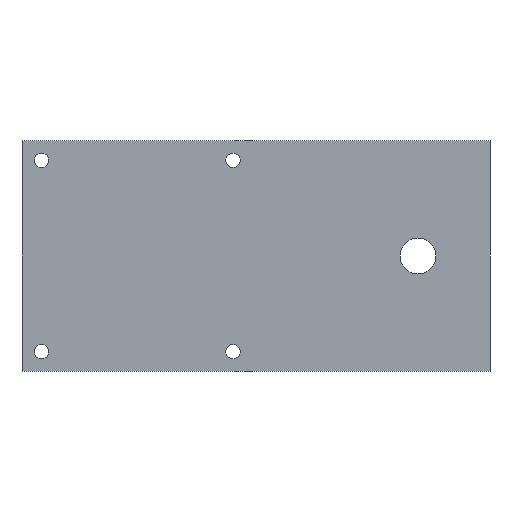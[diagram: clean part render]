
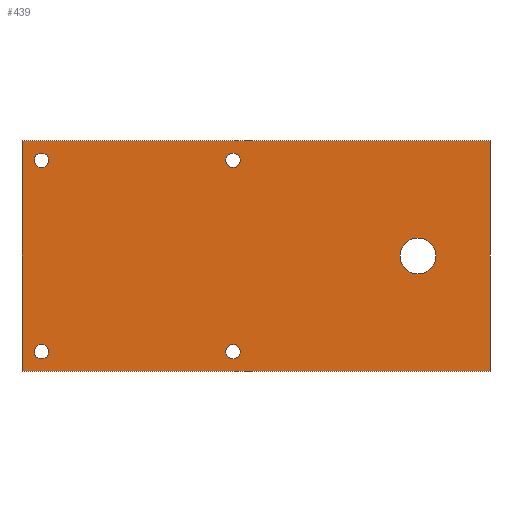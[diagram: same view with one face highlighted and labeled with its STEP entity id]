
A CAD part, front view. The second image highlights one B-rep face of the part: STEP entity #439.
In plain terms, the highlighted planar face has unit normal (0, -1, 0).
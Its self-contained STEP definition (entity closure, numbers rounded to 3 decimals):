
#10 = DIRECTION ( 'NONE',  ( 0., 0., 1. ) ) ;
#12 = CARTESIAN_POINT ( 'NONE',  ( -7.064, 0., 132.936 ) ) ;
#15 = CARTESIAN_POINT ( 'NONE',  ( -7.064, 0., 142.936 ) ) ;
#24 = CARTESIAN_POINT ( 'NONE',  ( -7.064, 0., 132.936 ) ) ;
#33 = EDGE_LOOP ( 'NONE', ( #266, #354 ) ) ;
#35 = CARTESIAN_POINT ( 'NONE',  ( -7.064, 0., -132.936 ) ) ;
#44 = CIRCLE ( 'NONE', #134, 25. ) ;
#47 = EDGE_CURVE ( 'NONE', #340, #475, #433, .T. ) ;
#52 = VECTOR ( 'NONE', #570, 1000. ) ;
#56 = EDGE_CURVE ( 'NONE', #444, #204, #356, .T. ) ;
#57 = CARTESIAN_POINT ( 'NONE',  ( -272.936, 0., 132.936 ) ) ;
#62 = CIRCLE ( 'NONE', #150, 10. ) ;
#64 = DIRECTION ( 'NONE',  ( 0., 0., 1. ) ) ;
#66 = DIRECTION ( 'NONE',  ( 0., 1., 0. ) ) ;
#67 = ORIENTED_EDGE ( 'NONE', *, *, #456, .T. ) ;
#69 = ORIENTED_EDGE ( 'NONE', *, *, #587, .T. ) ;
#71 = DIRECTION ( 'NONE',  ( 0., 1., 0. ) ) ;
#72 = VECTOR ( 'NONE', #206, 1000. ) ;
#74 = VERTEX_POINT ( 'NONE', #122 ) ;
#80 = VERTEX_POINT ( 'NONE', #531 ) ;
#83 = AXIS2_PLACEMENT_3D ( 'NONE', #267, #403, #442 ) ;
#84 = EDGE_CURVE ( 'NONE', #553, #524, #502, .T. ) ;
#85 = EDGE_LOOP ( 'NONE', ( #389, #394 ) ) ;
#88 = EDGE_CURVE ( 'NONE', #102, #444, #351, .T. ) ;
#90 = DIRECTION ( 'NONE',  ( 0., 0., 1. ) ) ;
#92 = DIRECTION ( 'NONE',  ( 0., 0., 1. ) ) ;
#93 = CIRCLE ( 'NONE', #141, 10. ) ;
#102 = VERTEX_POINT ( 'NONE', #328 ) ;
#109 = EDGE_LOOP ( 'NONE', ( #174, #112, #404, #495 ) ) ;
#111 = FACE_BOUND ( 'NONE', #431, .T. ) ;
#112 = ORIENTED_EDGE ( 'NONE', *, *, #88, .F. ) ;
#120 = CIRCLE ( 'NONE', #512, 10. ) ;
#121 = VERTEX_POINT ( 'NONE', #331 ) ;
#122 = CARTESIAN_POINT ( 'NONE',  ( -300., 0., -160. ) ) ;
#134 = AXIS2_PLACEMENT_3D ( 'NONE', #487, #71, #64 ) ;
#141 = AXIS2_PLACEMENT_3D ( 'NONE', #57, #388, #10 ) ;
#150 = AXIS2_PLACEMENT_3D ( 'NONE', #35, #173, #90 ) ;
#151 = CIRCLE ( 'NONE', #187, 10. ) ;
#152 = ORIENTED_EDGE ( 'NONE', *, *, #184, .T. ) ;
#159 = CIRCLE ( 'NONE', #83, 10. ) ;
#162 = ORIENTED_EDGE ( 'NONE', *, *, #480, .T. ) ;
#163 = DIRECTION ( 'NONE',  ( 0., 0., 1. ) ) ;
#167 = EDGE_CURVE ( 'NONE', #80, #606, #186, .T. ) ;
#168 = ORIENTED_EDGE ( 'NONE', *, *, #47, .T. ) ;
#173 = DIRECTION ( 'NONE',  ( 0., 1., 0. ) ) ;
#174 = ORIENTED_EDGE ( 'NONE', *, *, #56, .F. ) ;
#176 = CARTESIAN_POINT ( 'NONE',  ( 250., 0., 0. ) ) ;
#184 = EDGE_CURVE ( 'NONE', #475, #340, #62, .T. ) ;
#186 = CIRCLE ( 'NONE', #286, 25. ) ;
#187 = AXIS2_PLACEMENT_3D ( 'NONE', #12, #576, #202 ) ;
#190 = FACE_BOUND ( 'NONE', #33, .T. ) ;
#196 = CARTESIAN_POINT ( 'NONE',  ( -272.936, 0., -122.936 ) ) ;
#202 = DIRECTION ( 'NONE',  ( 0., 0., 1. ) ) ;
#204 = VERTEX_POINT ( 'NONE', #270 ) ;
#206 = DIRECTION ( 'NONE',  ( 1., 0., 0. ) ) ;
#213 = CARTESIAN_POINT ( 'NONE',  ( -7.064, 0., -142.936 ) ) ;
#215 = DIRECTION ( 'NONE',  ( 0., 1., 0. ) ) ;
#232 = EDGE_LOOP ( 'NONE', ( #591, #67 ) ) ;
#238 = CARTESIAN_POINT ( 'NONE',  ( 250., 0., 25. ) ) ;
#256 = CARTESIAN_POINT ( 'NONE',  ( 0., 0., 0. ) ) ;
#257 = EDGE_CURVE ( 'NONE', #204, #74, #276, .T. ) ;
#259 = EDGE_CURVE ( 'NONE', #539, #121, #93, .T. ) ;
#265 = FACE_BOUND ( 'NONE', #85, .T. ) ;
#266 = ORIENTED_EDGE ( 'NONE', *, *, #167, .T. ) ;
#267 = CARTESIAN_POINT ( 'NONE',  ( -272.936, 0., 132.936 ) ) ;
#270 = CARTESIAN_POINT ( 'NONE',  ( 350., 0., -160. ) ) ;
#273 = VECTOR ( 'NONE', #438, 1000. ) ;
#276 = LINE ( 'NONE', #455, #52 ) ;
#286 = AXIS2_PLACEMENT_3D ( 'NONE', #176, #555, #92 ) ;
#304 = CARTESIAN_POINT ( 'NONE',  ( -7.064, 0., 122.936 ) ) ;
#305 = CARTESIAN_POINT ( 'NONE',  ( -300., 0., 160. ) ) ;
#309 = DIRECTION ( 'NONE',  ( 0., -1., 0. ) ) ;
#328 = CARTESIAN_POINT ( 'NONE',  ( -300., 0., 160. ) ) ;
#329 = EDGE_CURVE ( 'NONE', #74, #102, #572, .T. ) ;
#331 = CARTESIAN_POINT ( 'NONE',  ( -272.936, 0., 122.936 ) ) ;
#332 = AXIS2_PLACEMENT_3D ( 'NONE', #493, #440, #578 ) ;
#337 = VERTEX_POINT ( 'NONE', #196 ) ;
#340 = VERTEX_POINT ( 'NONE', #517 ) ;
#346 = CARTESIAN_POINT ( 'NONE',  ( 350., 0., 160. ) ) ;
#348 = CARTESIAN_POINT ( 'NONE',  ( -272.936, 0., -132.936 ) ) ;
#351 = LINE ( 'NONE', #305, #72 ) ;
#352 = DIRECTION ( 'NONE',  ( 0., 0., 1. ) ) ;
#354 = ORIENTED_EDGE ( 'NONE', *, *, #573, .T. ) ;
#356 = LINE ( 'NONE', #346, #273 ) ;
#359 = DIRECTION ( 'NONE',  ( 0., 1., 0. ) ) ;
#361 = VERTEX_POINT ( 'NONE', #391 ) ;
#363 = DIRECTION ( 'NONE',  ( 0., 0., 1. ) ) ;
#373 = VECTOR ( 'NONE', #516, 1000. ) ;
#385 = CARTESIAN_POINT ( 'NONE',  ( -300., 0., 160. ) ) ;
#388 = DIRECTION ( 'NONE',  ( 0., 1., 0. ) ) ;
#389 = ORIENTED_EDGE ( 'NONE', *, *, #445, .T. ) ;
#391 = CARTESIAN_POINT ( 'NONE',  ( -272.936, 0., -142.936 ) ) ;
#394 = ORIENTED_EDGE ( 'NONE', *, *, #259, .T. ) ;
#397 = DIRECTION ( 'NONE',  ( 0., 0., -1. ) ) ;
#400 = PLANE ( 'NONE',  #452 ) ;
#403 = DIRECTION ( 'NONE',  ( 0., 1., 0. ) ) ;
#404 = ORIENTED_EDGE ( 'NONE', *, *, #329, .F. ) ;
#409 = CIRCLE ( 'NONE', #599, 10. ) ;
#431 = EDGE_LOOP ( 'NONE', ( #69, #162 ) ) ;
#433 = CIRCLE ( 'NONE', #332, 10. ) ;
#436 = CARTESIAN_POINT ( 'NONE',  ( 350., 0., 160. ) ) ;
#438 = DIRECTION ( 'NONE',  ( 0., 0., -1. ) ) ;
#439 = ADVANCED_FACE ( 'NONE', ( #607, #190, #583, #111, #540, #265 ), #400, .T. ) ;
#440 = DIRECTION ( 'NONE',  ( 0., 1., 0. ) ) ;
#442 = DIRECTION ( 'NONE',  ( 0., 0., 1. ) ) ;
#444 = VERTEX_POINT ( 'NONE', #436 ) ;
#445 = EDGE_CURVE ( 'NONE', #121, #539, #159, .T. ) ;
#446 = CARTESIAN_POINT ( 'NONE',  ( -272.936, 0., -132.936 ) ) ;
#452 = AXIS2_PLACEMENT_3D ( 'NONE', #256, #309, #397 ) ;
#455 = CARTESIAN_POINT ( 'NONE',  ( -300., 0., -160. ) ) ;
#456 = EDGE_CURVE ( 'NONE', #524, #553, #151, .T. ) ;
#475 = VERTEX_POINT ( 'NONE', #213 ) ;
#477 = EDGE_LOOP ( 'NONE', ( #152, #168 ) ) ;
#478 = CARTESIAN_POINT ( 'NONE',  ( -272.936, 0., 142.936 ) ) ;
#480 = EDGE_CURVE ( 'NONE', #337, #361, #409, .T. ) ;
#487 = CARTESIAN_POINT ( 'NONE',  ( 250., 0., 0. ) ) ;
#493 = CARTESIAN_POINT ( 'NONE',  ( -7.064, 0., -132.936 ) ) ;
#495 = ORIENTED_EDGE ( 'NONE', *, *, #257, .F. ) ;
#502 = CIRCLE ( 'NONE', #598, 10. ) ;
#512 = AXIS2_PLACEMENT_3D ( 'NONE', #348, #66, #352 ) ;
#516 = DIRECTION ( 'NONE',  ( 0., 0., 1. ) ) ;
#517 = CARTESIAN_POINT ( 'NONE',  ( -7.064, 0., -122.936 ) ) ;
#524 = VERTEX_POINT ( 'NONE', #15 ) ;
#531 = CARTESIAN_POINT ( 'NONE',  ( 250., 0., -25. ) ) ;
#539 = VERTEX_POINT ( 'NONE', #478 ) ;
#540 = FACE_BOUND ( 'NONE', #477, .T. ) ;
#553 = VERTEX_POINT ( 'NONE', #304 ) ;
#555 = DIRECTION ( 'NONE',  ( 0., 1., 0. ) ) ;
#570 = DIRECTION ( 'NONE',  ( -1., 0., 0. ) ) ;
#572 = LINE ( 'NONE', #385, #373 ) ;
#573 = EDGE_CURVE ( 'NONE', #606, #80, #44, .T. ) ;
#576 = DIRECTION ( 'NONE',  ( 0., 1., 0. ) ) ;
#578 = DIRECTION ( 'NONE',  ( 0., 0., 1. ) ) ;
#583 = FACE_OUTER_BOUND ( 'NONE', #109, .T. ) ;
#587 = EDGE_CURVE ( 'NONE', #361, #337, #120, .T. ) ;
#591 = ORIENTED_EDGE ( 'NONE', *, *, #84, .T. ) ;
#598 = AXIS2_PLACEMENT_3D ( 'NONE', #24, #215, #363 ) ;
#599 = AXIS2_PLACEMENT_3D ( 'NONE', #446, #359, #163 ) ;
#606 = VERTEX_POINT ( 'NONE', #238 ) ;
#607 = FACE_BOUND ( 'NONE', #232, .T. ) ;
